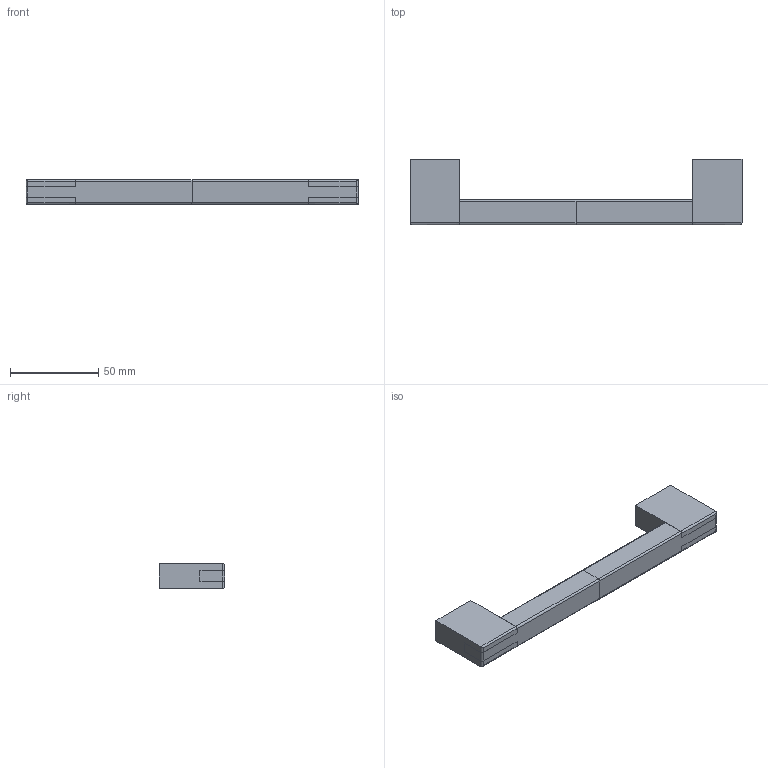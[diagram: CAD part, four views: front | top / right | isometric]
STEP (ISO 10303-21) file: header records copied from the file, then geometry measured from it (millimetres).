
FILE_DESCRIPTION(/* description */ (''),/* implementation_level */ '2;1');
FILE_NAME(/* name */ '0695_160_00.stp',/* time_stamp */ '2024-05-08T12:22:11+02:00',/* author */ ('mantolin'),/* organization */ (''),/* preprocessor_version */ 'ST-DEVELOPER v18.1',/* originating_system */ 'Autodesk Inventor 2022',/* authorisation */ '');
FILE_SCHEMA (('AUTOMOTIVE_DESIGN { 1 0 10303 214 3 1 1 }'));
Length unit declared in the file: millimetre
Products named in the file (4): 0695_160_00; 0695_160_00_BAR ; Insert per fusta M4_10mm; 0695_FOOT_01 
Assembly tree (5 placements, depth 2):
  0695_160_00
    0695_160_00_BAR 
    Insert per fusta M4_10mm  x2
    0695_FOOT_01   x2
Bounding box: 188 x 37 x 14 mm (x, y, z)
Volume: 54470.4 mm3; surface area: 19957.6 mm2
Topology: 5 solids, 5 shells, 136 faces, 312 edges, 204 vertices
Faces by surface type: plane 92, cylinder 42, cone 2
Full cylindrical faces by diameter (mm): 3.242 x2, 5.5 x4, 6 x2, 6.3 x6
Entity records: 3307 total; most frequent: DIRECTION 545, CARTESIAN_POINT 538, ORIENTED_EDGE 510, EDGE_CURVE 255, LINE 197, VECTOR 197, AXIS2_PLACEMENT_3D 174, VERTEX_POINT 167
